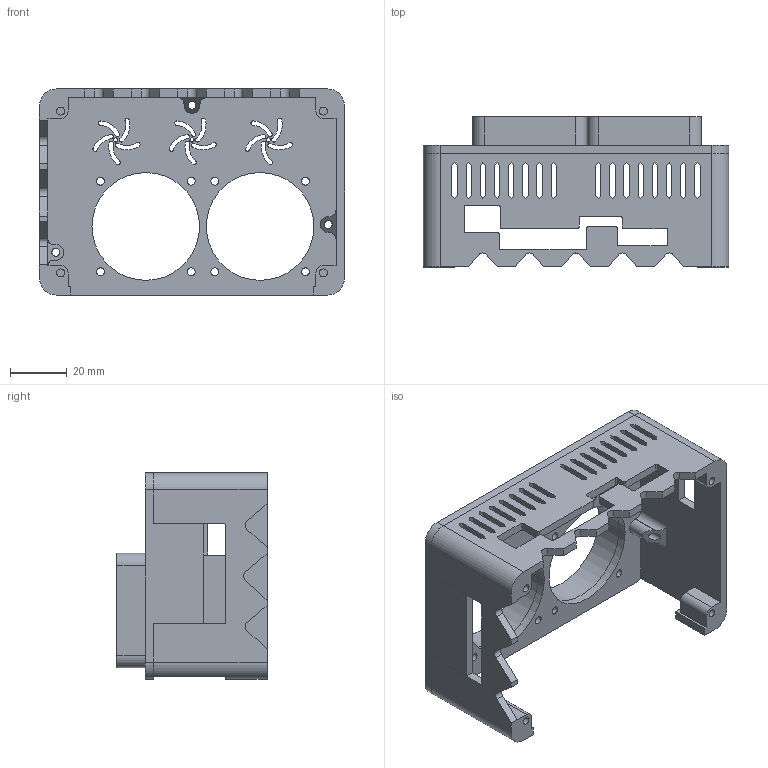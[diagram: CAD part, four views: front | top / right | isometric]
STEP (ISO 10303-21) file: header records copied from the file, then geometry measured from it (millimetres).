
FILE_DESCRIPTION(/* description */ (''),/* implementation_level */ '2;1');
FILE_NAME(/* name */ 'Assembly.step',/* time_stamp */ '2017-03-01T20:39:06+01:00',/* author */ ('Rubén'),/* organization */ (''),/* preprocessor_version */ 'ST-DEVELOPER v15.2',/* originating_system */ 'Autodesk Inventor 2014',/* authorisation */ '');
FILE_SCHEMA (('AUTOMOTIVE_DESIGN { 1 0 10303 214 3 1 1 }'));
Products named in the file (4): SAV case; SAV case cover; Fan 4x4; Assembly
Bounding box: 107.7 x 53 x 72.77 mm (x, y, z)
Volume: 52317.7 mm3; surface area: 43541.6 mm2
Topology: 4 solids, 4 shells, 361 faces, 1059 edges, 706 vertices
Faces by surface type: plane 207, cylinder 154
Full cylindrical faces by diameter (mm): 1.5 x3, 2.8 x15, 2.95 x3, 3 x8, 38 x4
Entity records: 11764 total; most frequent: CARTESIAN_POINT 2024, DIRECTION 1991, ORIENTED_EDGE 1982, EDGE_CURVE 991, LINE 699, VECTOR 699, VERTEX_POINT 679, AXIS2_PLACEMENT_3D 646
